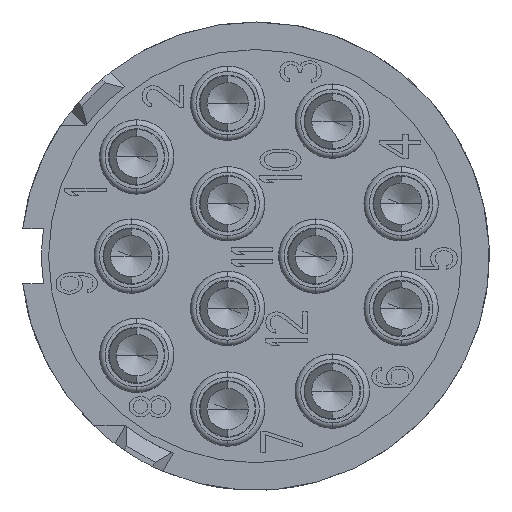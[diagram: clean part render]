
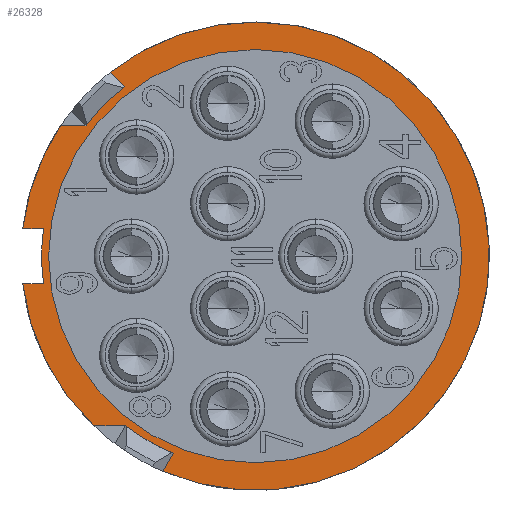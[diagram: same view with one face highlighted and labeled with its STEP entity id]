
A CAD part, front view. The second image highlights one B-rep face of the part: STEP entity #26328.
In plain terms, the highlighted planar face has unit normal (0, -1, 0).
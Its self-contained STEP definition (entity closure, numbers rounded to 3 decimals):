
#1918=DIRECTION('',(-0.707,0.,0.707));
#1919=VECTOR('',#1918,0.756);
#1920=CARTESIAN_POINT('',(-4.727,-6.9,6.141));
#1921=LINE('',#1920,#1919);
#1922=DIRECTION('',(0.5,0.,0.866));
#1923=VECTOR('',#1922,0.756);
#1924=CARTESIAN_POINT('',(-3.354,-6.9,-7.81));
#1925=LINE('',#1924,#1923);
#1926=CARTESIAN_POINT('',(0.,-6.9,0.));
#1927=DIRECTION('',(0.,-1.,0.));
#1928=DIRECTION('',(-0.608,0.,-0.794));
#1929=AXIS2_PLACEMENT_3D('',#1926,#1927,#1928);
#1931=DIRECTION('',(-1.,0.,0.));
#1932=VECTOR('',#1931,1.153);
#1933=CARTESIAN_POINT('',(-4.709,-6.9,-6.156));
#1934=LINE('',#1933,#1932);
#1935=DIRECTION('',(1.,0.,0.));
#1936=VECTOR('',#1935,0.756);
#1937=CARTESIAN_POINT('',(-8.441,-6.9,-1.));
#1938=LINE('',#1937,#1936);
#1939=CARTESIAN_POINT('',(0.,-6.9,0.));
#1940=DIRECTION('',(0.,-1.,0.));
#1941=DIRECTION('',(-0.992,0.,0.129));
#1942=AXIS2_PLACEMENT_3D('',#1939,#1940,#1941);
#1944=DIRECTION('',(-1.,0.,0.));
#1945=VECTOR('',#1944,0.756);
#1946=CARTESIAN_POINT('',(-7.685,-6.9,1.));
#1947=LINE('',#1946,#1945);
#1948=DIRECTION('',(1.,0.,0.));
#1949=VECTOR('',#1948,0.923);
#1950=CARTESIAN_POINT('',(-7.064,-6.9,4.727));
#1951=LINE('',#1950,#1949);
#1952=CARTESIAN_POINT('',(0.,-6.9,0.));
#1953=DIRECTION('',(0.,-1.,0.));
#1954=DIRECTION('',(-0.61,0.,0.792));
#1955=AXIS2_PLACEMENT_3D('',#1952,#1953,#1954);
#1957=CARTESIAN_POINT('',(0.,-6.9,0.));
#1958=DIRECTION('',(0.,1.,0.));
#1959=DIRECTION('',(1.,0.,0.));
#1960=AXIS2_PLACEMENT_3D('',#1957,#1958,#1959);
#1962=CARTESIAN_POINT('',(0.,-6.9,0.));
#1963=DIRECTION('',(0.,1.,0.));
#1964=DIRECTION('',(-1.,0.,0.));
#1965=AXIS2_PLACEMENT_3D('',#1962,#1963,#1964);
#14906=CARTESIAN_POINT('',(0.,-6.9,0.));
#14907=DIRECTION('',(0.,1.,0.));
#14908=DIRECTION('',(-0.619,0.,0.785));
#14909=AXIS2_PLACEMENT_3D('',#14906,#14907,#14908);
#15026=CARTESIAN_POINT('',(0.,-6.9,0.));
#15027=DIRECTION('',(0.,1.,0.));
#15028=DIRECTION('',(-0.993,0.,0.118));
#15029=AXIS2_PLACEMENT_3D('',#15026,#15027,#15028);
#15061=CARTESIAN_POINT('',(0.,-6.9,0.));
#15062=DIRECTION('',(0.,1.,0.));
#15063=DIRECTION('',(-0.69,0.,-0.724));
#15064=AXIS2_PLACEMENT_3D('',#15061,#15062,#15063);
#19866=CARTESIAN_POINT('',(7.5,-6.9,0.));
#19867=CARTESIAN_POINT('',(-7.5,-6.9,0.));
#19868=VERTEX_POINT('',#19866);
#19869=VERTEX_POINT('',#19867);
#19938=CARTESIAN_POINT('',(-4.727,-6.9,6.141));
#19939=CARTESIAN_POINT('',(-5.262,-6.9,6.676));
#19940=VERTEX_POINT('',#19938);
#19941=VERTEX_POINT('',#19939);
#19942=CARTESIAN_POINT('',(-7.064,-6.9,4.727));
#19943=CARTESIAN_POINT('',(-6.141,-6.9,4.727));
#19944=VERTEX_POINT('',#19942);
#19945=VERTEX_POINT('',#19943);
#19946=CARTESIAN_POINT('',(-7.685,-6.9,1.));
#19947=CARTESIAN_POINT('',(-8.441,-6.9,1.));
#19948=VERTEX_POINT('',#19946);
#19949=VERTEX_POINT('',#19947);
#19950=CARTESIAN_POINT('',(-8.441,-6.9,-1.));
#19951=CARTESIAN_POINT('',(-7.685,-6.9,-1.));
#19952=VERTEX_POINT('',#19950);
#19953=VERTEX_POINT('',#19951);
#19954=CARTESIAN_POINT('',(-4.709,-6.9,-6.156));
#19955=CARTESIAN_POINT('',(-2.977,-6.9,-7.156));
#19956=VERTEX_POINT('',#19954);
#19957=VERTEX_POINT('',#19955);
#19958=CARTESIAN_POINT('',(-5.862,-6.9,-6.156));
#19959=VERTEX_POINT('',#19958);
#19960=CARTESIAN_POINT('',(-3.354,-6.9,-7.81));
#19961=VERTEX_POINT('',#19960);
#26293=CARTESIAN_POINT('',(0.,-6.9,0.));
#26294=DIRECTION('',(0.,-1.,0.));
#26295=DIRECTION('',(1.,0.,0.));
#26296=AXIS2_PLACEMENT_3D('',#26293,#26294,#26295);
#26297=PLANE('',#26296);
#26299=ORIENTED_EDGE('',*,*,#26298,.T.);
#26301=ORIENTED_EDGE('',*,*,#26300,.T.);
#26303=ORIENTED_EDGE('',*,*,#26302,.T.);
#26305=ORIENTED_EDGE('',*,*,#26304,.F.);
#26307=ORIENTED_EDGE('',*,*,#26306,.T.);
#26309=ORIENTED_EDGE('',*,*,#26308,.T.);
#26311=ORIENTED_EDGE('',*,*,#26310,.T.);
#26313=ORIENTED_EDGE('',*,*,#26312,.F.);
#26315=ORIENTED_EDGE('',*,*,#26314,.T.);
#26317=ORIENTED_EDGE('',*,*,#26316,.T.);
#26319=ORIENTED_EDGE('',*,*,#26318,.T.);
#26321=ORIENTED_EDGE('',*,*,#26320,.F.);
#26322=EDGE_LOOP('',(#26299,#26301,#26303,#26305,#26307,#26309,#26311,#26313,
#26315,#26317,#26319,#26321));
#26323=FACE_OUTER_BOUND('',#26322,.F.);
#26324=ORIENTED_EDGE('',*,*,#26273,.F.);
#26325=ORIENTED_EDGE('',*,*,#26287,.F.);
#26326=EDGE_LOOP('',(#26324,#26325));
#26327=FACE_BOUND('',#26326,.F.);
#1930=CIRCLE('',#1929,7.75);
#1943=CIRCLE('',#1942,7.75);
#1956=CIRCLE('',#1955,7.75);
#1961=CIRCLE('',#1960,7.5);
#1966=CIRCLE('',#1965,7.5);
#14910=CIRCLE('',#14909,8.5);
#15030=CIRCLE('',#15029,8.5);
#15065=CIRCLE('',#15064,8.5);
#26273=EDGE_CURVE('',#19868,#19869,#1961,.T.);
#26287=EDGE_CURVE('',#19869,#19868,#1966,.T.);
#26298=EDGE_CURVE('',#19940,#19941,#1921,.T.);
#26300=EDGE_CURVE('',#19941,#19961,#14910,.T.);
#26302=EDGE_CURVE('',#19961,#19957,#1925,.T.);
#26304=EDGE_CURVE('',#19956,#19957,#1930,.T.);
#26306=EDGE_CURVE('',#19956,#19959,#1934,.T.);
#26308=EDGE_CURVE('',#19959,#19952,#15065,.T.);
#26310=EDGE_CURVE('',#19952,#19953,#1938,.T.);
#26312=EDGE_CURVE('',#19948,#19953,#1943,.T.);
#26314=EDGE_CURVE('',#19948,#19949,#1947,.T.);
#26316=EDGE_CURVE('',#19949,#19944,#15030,.T.);
#26318=EDGE_CURVE('',#19944,#19945,#1951,.T.);
#26320=EDGE_CURVE('',#19940,#19945,#1956,.T.);
#26328=ADVANCED_FACE('',(#26323,#26327),#26297,.T.);
